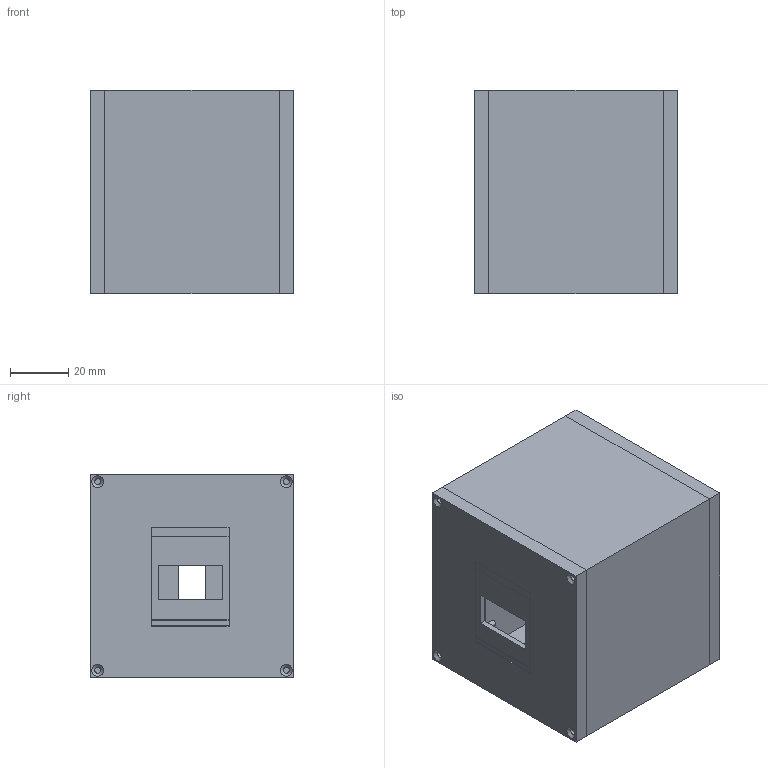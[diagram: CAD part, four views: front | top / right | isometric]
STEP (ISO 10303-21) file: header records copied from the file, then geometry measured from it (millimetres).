
FILE_DESCRIPTION(/* description */ (''),/* implementation_level */ '2;1');
FILE_NAME(/* name */ 'GyroBotModel_final.step',/* time_stamp */ '2025-02-26T17:48:04+02:00',/* author */ (''),/* organization */ (''),/* preprocessor_version */ 'ST-DEVELOPER v20',/* originating_system */ 'Autodesk Translation Framework v13.20.0.188',/* authorisation */ '');
FILE_SCHEMA (('AUTOMOTIVE_DESIGN { 1 0 10303 214 3 1 1 }'));
Length unit declared in the file: millimetre
Products named in the file (1): GyroBotModel
Bounding box: 70 x 70 x 70 mm (x, y, z)
Volume: 142439.9 mm3; surface area: 77920.7 mm2
Topology: 23 solids, 23 shells, 250 faces, 564 edges, 372 vertices
Faces by surface type: plane 214, cylinder 28, cone 8
Full cylindrical faces by diameter (mm): 2 x22, 4 x4, 5 x2
Entity records: 7042 total; most frequent: CARTESIAN_POINT 1187, ORIENTED_EDGE 1128, DIRECTION 1126, EDGE_CURVE 564, LINE 504, VECTOR 504, VERTEX_POINT 372, AXIS2_PLACEMENT_3D 311
